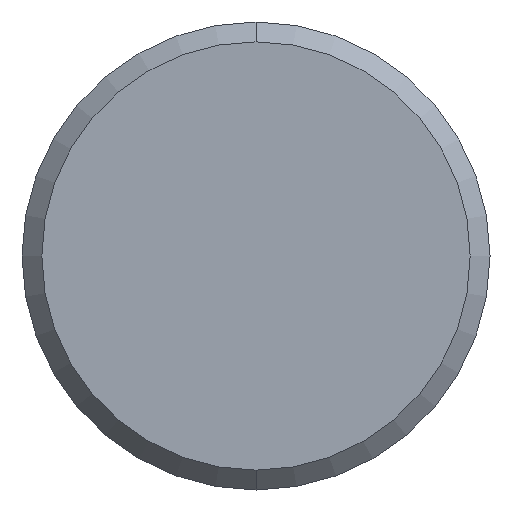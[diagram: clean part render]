
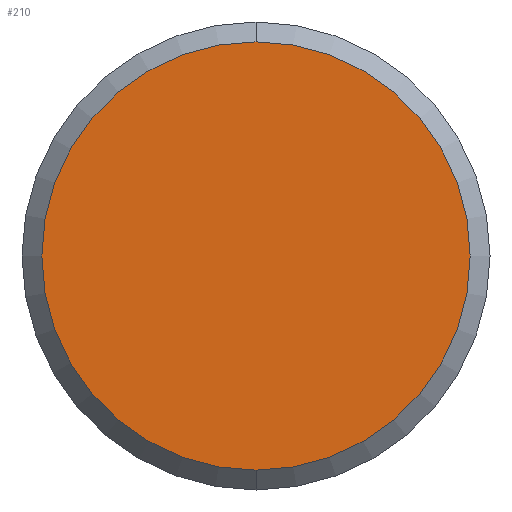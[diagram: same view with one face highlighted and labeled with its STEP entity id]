
A CAD part, front view. The second image highlights one B-rep face of the part: STEP entity #210.
In plain terms, the highlighted planar face has unit normal (0, -1, 0).
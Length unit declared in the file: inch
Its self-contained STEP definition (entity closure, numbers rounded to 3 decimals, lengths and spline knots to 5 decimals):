
#1 = ORIENTED_EDGE ( 'NONE', *, *, #255, .T. ) ;
#25 = DIRECTION ( 'NONE',  ( 0., 0., 1. ) ) ;
#56 = CARTESIAN_POINT ( 'NONE',  ( 0., 0., 0.21607 ) ) ;
#71 = EDGE_LOOP ( 'NONE', ( #1, #207 ) ) ;
#123 = DIRECTION ( 'NONE',  ( 0., 1., 0. ) ) ;
#125 = DIRECTION ( 'NONE',  ( 0., 0., 1. ) ) ;
#126 = PLANE ( 'NONE',  #137 ) ;
#127 = AXIS2_PLACEMENT_3D ( 'NONE', #226, #132, #25 ) ;
#132 = DIRECTION ( 'NONE',  ( 0., -1., 0. ) ) ;
#136 = AXIS2_PLACEMENT_3D ( 'NONE', #138, #203, #233 ) ;
#137 = AXIS2_PLACEMENT_3D ( 'NONE', #157, #123, #125 ) ;
#138 = CARTESIAN_POINT ( 'NONE',  ( 0., 0., 0. ) ) ;
#157 = CARTESIAN_POINT ( 'NONE',  ( 0., 0., 0. ) ) ;
#168 = VERTEX_POINT ( 'NONE', #218 ) ;
#173 = VERTEX_POINT ( 'NONE', #56 ) ;
#201 = CIRCLE ( 'NONE', #136, 0.21607 ) ;
#203 = DIRECTION ( 'NONE',  ( 0., -1., 0. ) ) ;
#207 = ORIENTED_EDGE ( 'NONE', *, *, #232, .T. ) ;
#210 = ADVANCED_FACE ( 'NONE', ( #271 ), #126, .F. ) ;
#218 = CARTESIAN_POINT ( 'NONE',  ( 0., 0., -0.21607 ) ) ;
#221 = CIRCLE ( 'NONE', #127, 0.21607 ) ;
#226 = CARTESIAN_POINT ( 'NONE',  ( 0., 0., 0. ) ) ;
#232 = EDGE_CURVE ( 'NONE', #168, #173, #201, .T. ) ;
#233 = DIRECTION ( 'NONE',  ( 0., 0., 1. ) ) ;
#255 = EDGE_CURVE ( 'NONE', #173, #168, #221, .T. ) ;
#271 = FACE_OUTER_BOUND ( 'NONE', #71, .T. ) ;
